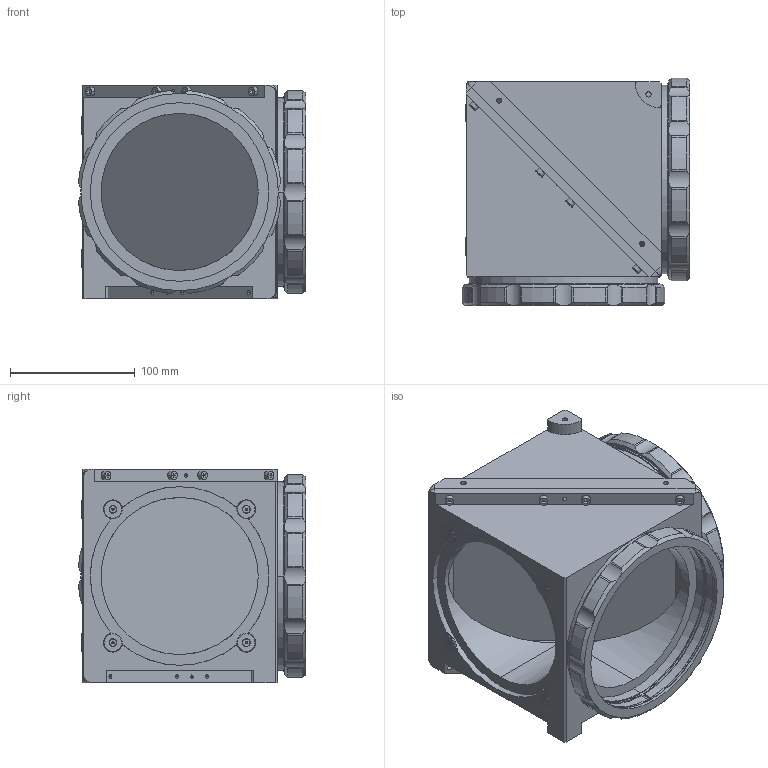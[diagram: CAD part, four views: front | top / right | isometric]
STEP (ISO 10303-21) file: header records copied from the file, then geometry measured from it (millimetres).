
FILE_DESCRIPTION (( 'STEP AP203' ), '1' );
FILE_NAME ('DP22437-A_CMBS096.step', '2021-11-29T08:49:51', ( '' ), ( '' ), 'SwSTEP 2.0', 'SolidWorks 2021', '' );
FILE_SCHEMA (( 'CONFIG_CONTROL_DESIGN' ));
Length unit declared in the file: millimetre
Products named in the file (1): DP22437-A_CMBS096
Bounding box: 182.13 x 182.13 x 171 mm (x, y, z)
Surface area: 339446.9 mm2 (no closed solid volume)
Topology: 0 solids, 50 shells, 582 faces, 1659 edges, 1100 vertices
Faces by surface type: cylinder 297, plane 147, cone 122, torus 16
Entity records: 20308 total; most frequent: CARTESIAN_POINT 5364, DIRECTION 3191, ORIENTED_EDGE 2851, EDGE_CURVE 1627, AXIS2_PLACEMENT_3D 1231, VERTEX_POINT 1100, LINE 729, VECTOR 729
